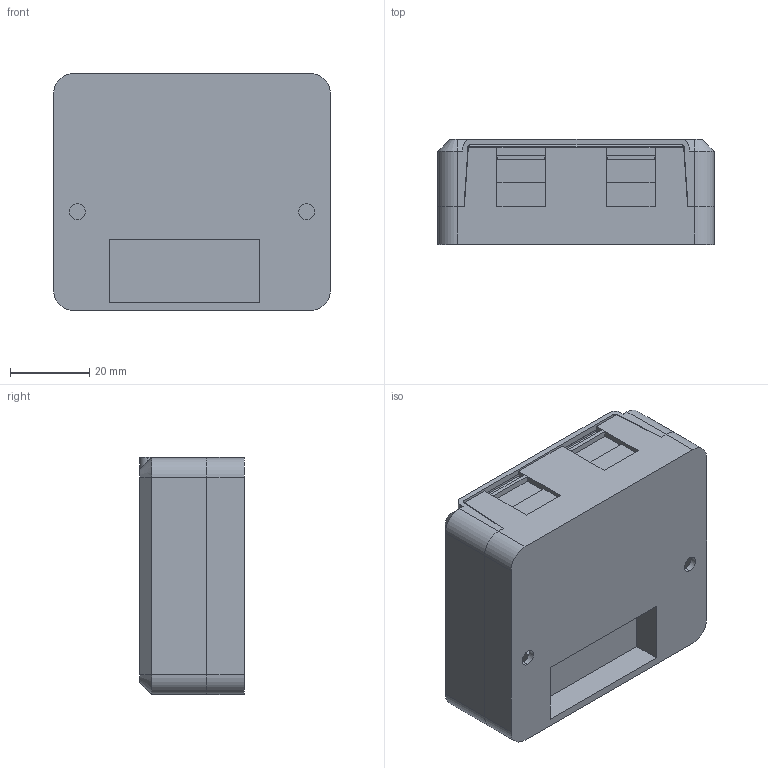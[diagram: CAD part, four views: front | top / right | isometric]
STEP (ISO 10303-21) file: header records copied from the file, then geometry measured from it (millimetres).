
FILE_DESCRIPTION (( 'STEP AP203' ), '1' );
FILE_NAME ('CS2-1C6U-22 ITK Íàñòåííàÿ èíô.ðîçåòêà RJ-45, êàò.6, 2-ïîðòà.STEP', '2016-09-29T06:45:25', ( '' ), ( '' ), 'SwSTEP 2.0', 'SolidWorks 2014', '' );
FILE_SCHEMA (( 'CONFIG_CONTROL_DESIGN' ));
Length unit declared in the file: millimetre
Products named in the file (2): CS2-1C6U-22 ITK Íàñòåííàÿ èíô.ðîçåòêà RJ-45, êàò.6, 2-ïîðòà
Bounding box: 70 x 26.5 x 60 mm (x, y, z)
Volume: 46563.7 mm3; surface area: 33760.6 mm2
Topology: 2 solids, 2 shells, 168 faces, 450 edges, 290 vertices
Faces by surface type: plane 136, cylinder 24, cone 8
Entity records: 5307 total; most frequent: CARTESIAN_POINT 922, ORIENTED_EDGE 900, DIRECTION 838, EDGE_CURVE 450, LINE 394, VECTOR 394, VERTEX_POINT 290, AXIS2_PLACEMENT_3D 222
